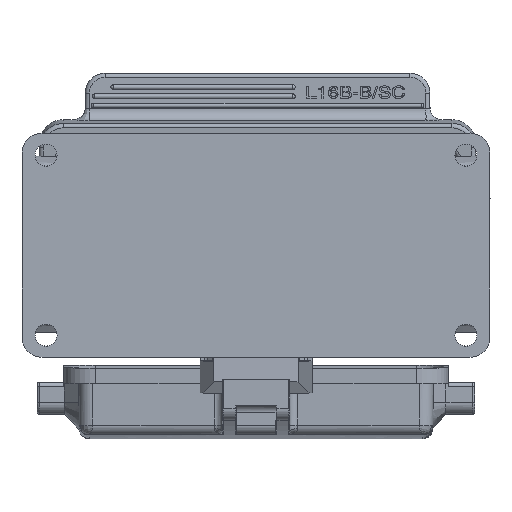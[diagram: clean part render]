
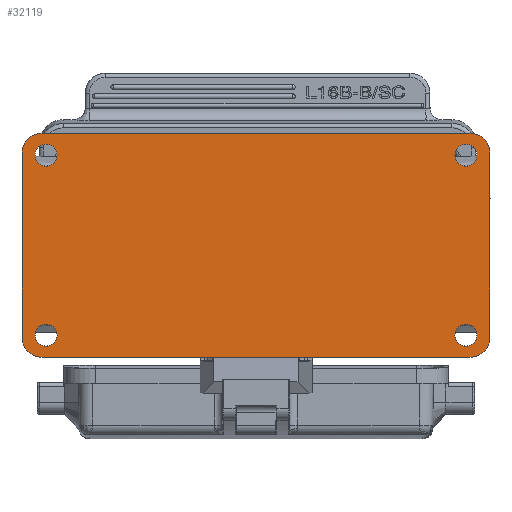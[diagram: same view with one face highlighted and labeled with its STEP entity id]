
A CAD part, front view. The second image highlights one B-rep face of the part: STEP entity #32119.
In plain terms, the highlighted planar face has unit normal (0, -1, -0.009).
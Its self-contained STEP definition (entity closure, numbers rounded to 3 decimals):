
#7865=DIRECTION('',(0.,0.009,-1.));
#7866=VECTOR('',#7865,46.);
#7867=CARTESIAN_POINT('',(117.,49.267,-1.816));
#7868=LINE('',#7867,#7866);
#7869=CARTESIAN_POINT('',(112.,49.669,-47.814));
#7870=DIRECTION('',(0.,1.,0.009));
#7871=DIRECTION('',(1.,0.,0.));
#7872=AXIS2_PLACEMENT_3D('',#7869,#7870,#7871);
#7874=CARTESIAN_POINT('',(5.,49.669,-47.814));
#7875=DIRECTION('',(0.,1.,0.009));
#7876=DIRECTION('',(0.,0.009,-1.));
#7877=AXIS2_PLACEMENT_3D('',#7874,#7875,#7876);
#7879=DIRECTION('',(0.,-0.009,1.));
#7880=VECTOR('',#7879,46.);
#7881=CARTESIAN_POINT('',(0.,49.669,
-47.814));
#7882=LINE('',#7881,#7880);
#7883=CARTESIAN_POINT('',(5.,49.267,-1.816));
#7884=DIRECTION('',(0.,1.,0.009));
#7885=DIRECTION('',(-1.,0.,0.));
#7886=AXIS2_PLACEMENT_3D('',#7883,#7884,#7885);
#7888=DIRECTION('',(1.,0.,0.));
#7889=VECTOR('',#7888,107.);
#7890=CARTESIAN_POINT('',(5.,49.224,3.184));
#7891=LINE('',#7890,#7889);
#7892=CARTESIAN_POINT('',(112.,49.267,-1.816));
#7893=DIRECTION('',(0.,1.,0.009));
#7894=DIRECTION('',(0.,-0.009,1.));
#7895=AXIS2_PLACEMENT_3D('',#7892,#7893,#7894);
#7897=CARTESIAN_POINT('',(6.,49.272,-2.316));
#7898=DIRECTION('',(0.,-1.,-0.009));
#7899=DIRECTION('',(0.,-0.009,1.));
#7900=AXIS2_PLACEMENT_3D('',#7897,#7898,#7899);
#7902=CARTESIAN_POINT('',(6.,49.272,-2.316));
#7903=DIRECTION('',(0.,-1.,-0.009));
#7904=DIRECTION('',(0.,0.009,-1.));
#7905=AXIS2_PLACEMENT_3D('',#7902,#7903,#7904);
#7907=CARTESIAN_POINT('',(6.,49.664,-47.314));
#7908=DIRECTION('',(0.,-1.,-0.009));
#7909=DIRECTION('',(0.,-0.009,1.));
#7910=AXIS2_PLACEMENT_3D('',#7907,#7908,#7909);
#7912=CARTESIAN_POINT('',(6.,49.664,-47.314));
#7913=DIRECTION('',(0.,-1.,-0.009));
#7914=DIRECTION('',(0.,0.009,-1.));
#7915=AXIS2_PLACEMENT_3D('',#7912,#7913,#7914);
#7917=CARTESIAN_POINT('',(111.,49.664,-47.314));
#7918=DIRECTION('',(0.,-1.,-0.009));
#7919=DIRECTION('',(0.,-0.009,1.));
#7920=AXIS2_PLACEMENT_3D('',#7917,#7918,#7919);
#7922=CARTESIAN_POINT('',(111.,49.664,-47.314));
#7923=DIRECTION('',(0.,-1.,-0.009));
#7924=DIRECTION('',(0.,0.009,-1.));
#7925=AXIS2_PLACEMENT_3D('',#7922,#7923,#7924);
#7927=CARTESIAN_POINT('',(111.,49.272,-2.316));
#7928=DIRECTION('',(0.,-1.,-0.009));
#7929=DIRECTION('',(0.,-0.009,1.));
#7930=AXIS2_PLACEMENT_3D('',#7927,#7928,#7929);
#7932=CARTESIAN_POINT('',(111.,49.272,-2.316));
#7933=DIRECTION('',(0.,-1.,-0.009));
#7934=DIRECTION('',(0.,0.009,-1.));
#7935=AXIS2_PLACEMENT_3D('',#7932,#7933,#7934);
#7950=DIRECTION('',(1.,0.,0.));
#7951=VECTOR('',#7950,107.);
#7952=CARTESIAN_POINT('',(5.,49.712,-52.814));
#7953=LINE('',#7952,#7951);
#14922=CARTESIAN_POINT('',(112.,49.224,3.184));
#14924=VERTEX_POINT('',#14922);
#14926=CARTESIAN_POINT('',(117.,49.267,-1.816));
#14928=VERTEX_POINT('',#14926);
#15380=CARTESIAN_POINT('',(111.,49.248,0.434));
#15381=VERTEX_POINT('',#15380);
#15382=CARTESIAN_POINT('',(117.,49.669,-47.814));
#15383=VERTEX_POINT('',#15382);
#15384=CARTESIAN_POINT('',(112.,49.712,-52.814));
#15385=VERTEX_POINT('',#15384);
#15386=CARTESIAN_POINT('',(5.,49.712,-52.814));
#15387=VERTEX_POINT('',#15386);
#15388=CARTESIAN_POINT('',(0.,49.669,
-47.814));
#15389=VERTEX_POINT('',#15388);
#15390=CARTESIAN_POINT('',(0.,49.267,
-1.816));
#15391=VERTEX_POINT('',#15390);
#15392=CARTESIAN_POINT('',(5.,49.224,3.184));
#15393=VERTEX_POINT('',#15392);
#15394=CARTESIAN_POINT('',(6.,49.248,0.434));
#15395=CARTESIAN_POINT('',(6.,49.296,-5.066));
#15396=VERTEX_POINT('',#15394);
#15397=VERTEX_POINT('',#15395);
#15398=CARTESIAN_POINT('',(6.,49.641,-44.564));
#15399=CARTESIAN_POINT('',(6.,49.688,-50.064));
#15400=VERTEX_POINT('',#15398);
#15401=VERTEX_POINT('',#15399);
#15402=CARTESIAN_POINT('',(111.,49.641,-44.564));
#15403=CARTESIAN_POINT('',(111.,49.688,-50.064));
#15404=VERTEX_POINT('',#15402);
#15405=VERTEX_POINT('',#15403);
#15406=CARTESIAN_POINT('',(111.,49.296,-5.066));
#15407=VERTEX_POINT('',#15406);
#32077=CARTESIAN_POINT('',(58.5,49.468,-24.815));
#32078=DIRECTION('',(0.,1.,0.009));
#32079=DIRECTION('',(0.,-0.009,1.));
#32080=AXIS2_PLACEMENT_3D('',#32077,#32078,#32079);
#32081=PLANE('',#32080);
#32082=ORIENTED_EDGE('',*,*,#26884,.T.);
#32084=ORIENTED_EDGE('',*,*,#32083,.T.);
#32086=ORIENTED_EDGE('',*,*,#32085,.F.);
#32088=ORIENTED_EDGE('',*,*,#32087,.T.);
#32089=ORIENTED_EDGE('',*,*,#27374,.T.);
#32091=ORIENTED_EDGE('',*,*,#32090,.T.);
#32092=ORIENTED_EDGE('',*,*,#26917,.T.);
#32093=ORIENTED_EDGE('',*,*,#26904,.T.);
#32094=EDGE_LOOP('',(#32082,#32084,#32086,#32088,#32089,#32091,#32092,#32093));
#32095=FACE_OUTER_BOUND('',#32094,.F.);
#32097=ORIENTED_EDGE('',*,*,#32096,.T.);
#32099=ORIENTED_EDGE('',*,*,#32098,.T.);
#32100=EDGE_LOOP('',(#32097,#32099));
#32101=FACE_BOUND('',#32100,.F.);
#32103=ORIENTED_EDGE('',*,*,#32102,.T.);
#32105=ORIENTED_EDGE('',*,*,#32104,.T.);
#32106=EDGE_LOOP('',(#32103,#32105));
#32107=FACE_BOUND('',#32106,.F.);
#32109=ORIENTED_EDGE('',*,*,#32108,.T.);
#32111=ORIENTED_EDGE('',*,*,#32110,.T.);
#32112=EDGE_LOOP('',(#32109,#32111));
#32113=FACE_BOUND('',#32112,.F.);
#32114=ORIENTED_EDGE('',*,*,#32067,.T.);
#32116=ORIENTED_EDGE('',*,*,#32115,.T.);
#32117=EDGE_LOOP('',(#32114,#32116));
#32118=FACE_BOUND('',#32117,.F.);
#7873=CIRCLE('',#7872,5.);
#7878=CIRCLE('',#7877,5.);
#7887=CIRCLE('',#7886,5.);
#7896=CIRCLE('',#7895,5.);
#7901=CIRCLE('',#7900,2.75);
#7906=CIRCLE('',#7905,2.75);
#7911=CIRCLE('',#7910,2.75);
#7916=CIRCLE('',#7915,2.75);
#7921=CIRCLE('',#7920,2.75);
#7926=CIRCLE('',#7925,2.75);
#7931=CIRCLE('',#7930,2.75);
#7936=CIRCLE('',#7935,2.75);
#26884=EDGE_CURVE('',#14928,#15383,#7868,.T.);
#26904=EDGE_CURVE('',#14924,#14928,#7896,.T.);
#26917=EDGE_CURVE('',#15393,#14924,#7891,.T.);
#27374=EDGE_CURVE('',#15389,#15391,#7882,.T.);
#32067=EDGE_CURVE('',#15381,#15407,#7931,.T.);
#32083=EDGE_CURVE('',#15383,#15385,#7873,.T.);
#32085=EDGE_CURVE('',#15387,#15385,#7953,.T.);
#32087=EDGE_CURVE('',#15387,#15389,#7878,.T.);
#32090=EDGE_CURVE('',#15391,#15393,#7887,.T.);
#32096=EDGE_CURVE('',#15396,#15397,#7901,.T.);
#32098=EDGE_CURVE('',#15397,#15396,#7906,.T.);
#32102=EDGE_CURVE('',#15400,#15401,#7911,.T.);
#32104=EDGE_CURVE('',#15401,#15400,#7916,.T.);
#32108=EDGE_CURVE('',#15404,#15405,#7921,.T.);
#32110=EDGE_CURVE('',#15405,#15404,#7926,.T.);
#32115=EDGE_CURVE('',#15407,#15381,#7936,.T.);
#32119=ADVANCED_FACE('',(#32095,#32101,#32107,#32113,#32118),#32081,.F.);
